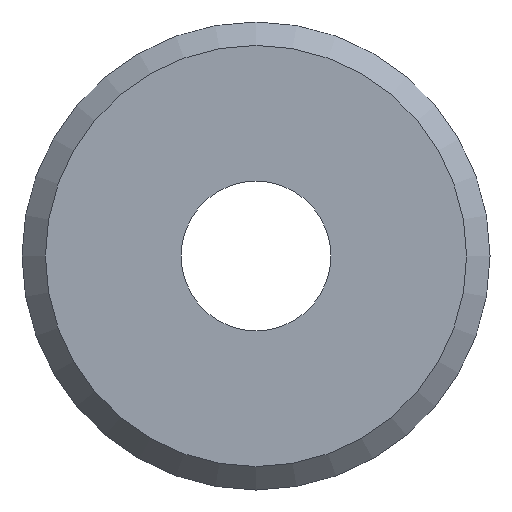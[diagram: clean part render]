
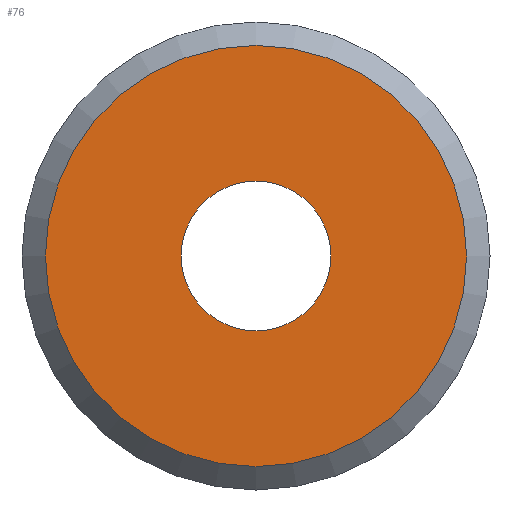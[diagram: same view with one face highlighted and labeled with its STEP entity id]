
A CAD part, left-side view. The second image highlights one B-rep face of the part: STEP entity #76.
In plain terms, the highlighted planar face has unit normal (-1, 0, 0).
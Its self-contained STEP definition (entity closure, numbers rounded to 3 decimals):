
#15=FACE_BOUND('',#29,.T.);
#17=PLANE('',#98);
#23=FACE_OUTER_BOUND('',#28,.T.);
#28=EDGE_LOOP('',(#65));
#29=EDGE_LOOP('',(#66));
#39=CIRCLE('',#94,4.5);
#42=CIRCLE('',#99,1.6);
#44=VERTEX_POINT('',#130);
#47=VERTEX_POINT('',#140);
#49=EDGE_CURVE('',#44,#44,#39,.T.);
#54=EDGE_CURVE('',#47,#47,#42,.F.);
#65=ORIENTED_EDGE('',*,*,#49,.F.);
#66=ORIENTED_EDGE('',*,*,#54,.T.);
#76=ADVANCED_FACE('',(#23,#15),#17,.T.);
#94=AXIS2_PLACEMENT_3D('',#131,#107,#108);
#98=AXIS2_PLACEMENT_3D('',#139,#117,#118);
#99=AXIS2_PLACEMENT_3D('',#141,#119,#120);
#107=DIRECTION('center_axis',(1.,0.,0.));
#108=DIRECTION('ref_axis',(0.,-1.,0.));
#117=DIRECTION('center_axis',(-1.,0.,0.));
#118=DIRECTION('ref_axis',(0.,-1.,0.));
#119=DIRECTION('center_axis',(-1.,0.,0.));
#120=DIRECTION('ref_axis',(0.,-1.,0.));
#130=CARTESIAN_POINT('',(-5.223,22.625,19.25));
#131=CARTESIAN_POINT('Origin',(-5.223,18.125,19.25));
#139=CARTESIAN_POINT('Origin',(-5.223,28.64,39.907));
#140=CARTESIAN_POINT('',(-5.223,19.725,19.25));
#141=CARTESIAN_POINT('Origin',(-5.223,18.125,19.25));
